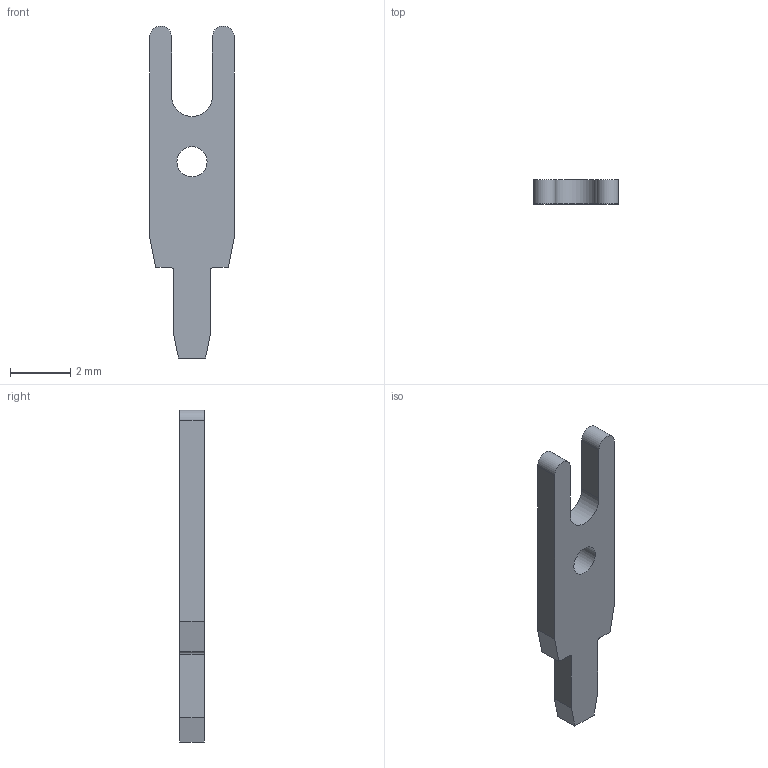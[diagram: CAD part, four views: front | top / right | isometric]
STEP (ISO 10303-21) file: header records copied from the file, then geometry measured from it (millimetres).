
FILE_DESCRIPTION(/* description */ (''),/* implementation_level */ '2;1');
FILE_NAME(/* name */ 'VOGT_3779c.28.stp',/* time_stamp */ '2016-04-26T15:38:39+02:00',/* author */ ('riccim'),/* organization */ ('SolidWorks'),/* preprocessor_version */ 'ST-DEVELOPER v15.5',/* originating_system */ 'AutoCAD Mechanical',/* authorisation */ ' ');
FILE_SCHEMA (('AUTOMOTIVE_DESIGN { 1 0 10303 214 3 1 1 }'));
Length unit declared in the file: millimetre
Products named in the file (1): Product
Bounding box: 2.8 x 0.8 x 11 mm (x, y, z)
Volume: 16.8 mm3; surface area: 69.9 mm2
Topology: 1 solids, 1 shells, 21 faces, 57 edges, 38 vertices
Faces by surface type: plane 15, cylinder 6
Full cylindrical faces by diameter (mm): 1 x1
Entity records: 694 total; most frequent: CARTESIAN_POINT 116, ORIENTED_EDGE 112, DIRECTION 112, EDGE_CURVE 56, LINE 44, VECTOR 44, VERTEX_POINT 38, AXIS2_PLACEMENT_3D 34
